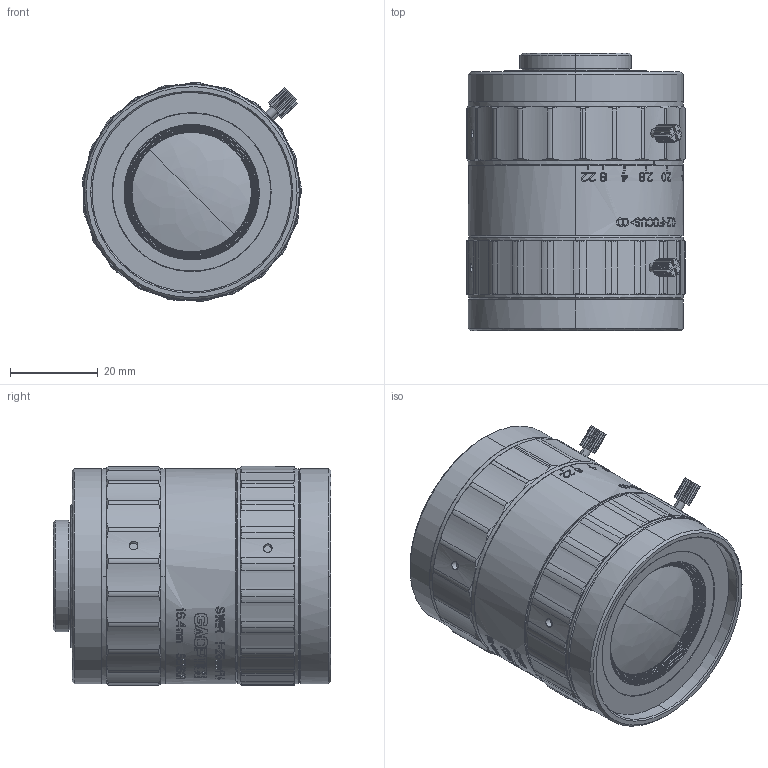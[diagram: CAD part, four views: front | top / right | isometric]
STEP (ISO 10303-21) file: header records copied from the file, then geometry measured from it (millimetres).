
FILE_DESCRIPTION (( 'STEP AP203' ), '1' );
FILE_NAME ('680003.STEP', '2020-12-30T09:20:09', ( '' ), ( '' ), 'SwSTEP 2.0', 'SolidWorks 2019', '' );
FILE_SCHEMA (( 'CONFIG_CONTROL_DESIGN' ));
Products named in the file (1): 680003
Bounding box: 49.84 x 63.22 x 49.88 mm (x, y, z)
Surface area: 19772.2 mm2 (no closed solid volume)
Topology: 0 solids, 20 shells, 2359 faces, 6595 edges, 4396 vertices
Faces by surface type: bspline 2359
Entity records: 117523 total; most frequent: CARTESIAN_POINT 78063, ORIENTED_EDGE 13118, EDGE_CURVE 6593, B_SPLINE_CURVE_WITH_KNOTS 6018, VERTEX_POINT 4396, EDGE_LOOP 2517, FACE_OUTER_BOUND 2359, ADVANCED_FACE 2359
